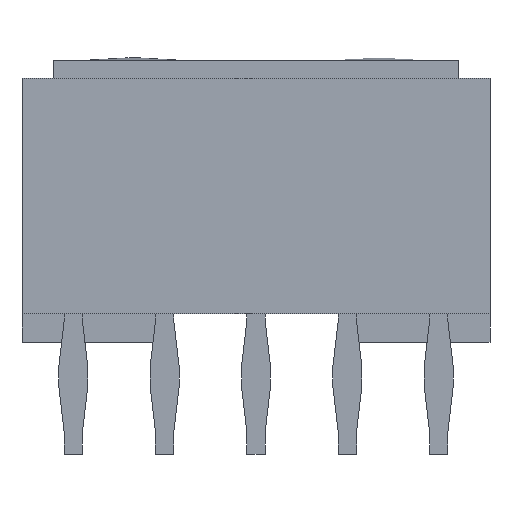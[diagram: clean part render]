
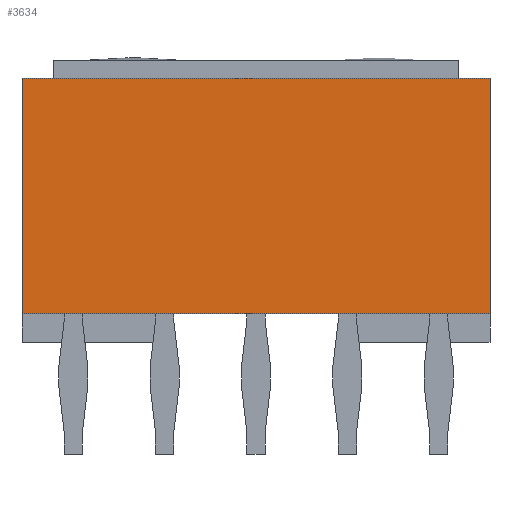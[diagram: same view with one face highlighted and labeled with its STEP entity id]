
A CAD part, front view. The second image highlights one B-rep face of the part: STEP entity #3634.
In plain terms, the highlighted planar face has unit normal (0, -1, 0).
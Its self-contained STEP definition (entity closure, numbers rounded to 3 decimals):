
#63=LINE('',#5114,#564);
#89=LINE('',#5164,#590);
#90=LINE('',#5167,#591);
#91=LINE('',#5168,#592);
#564=VECTOR('',#4155,16.29);
#590=VECTOR('',#4201,8.2);
#591=VECTOR('',#4204,16.29);
#592=VECTOR('',#4205,8.2);
#1105=FACE_OUTER_BOUND('',#1322,.T.);
#1322=EDGE_LOOP('',(#2495,#2496,#2497,#2498));
#1552=VERTEX_POINT('',#5111);
#1553=VERTEX_POINT('',#5113);
#1567=VERTEX_POINT('',#5162);
#1568=VERTEX_POINT('',#5166);
#1904=EDGE_CURVE('',#1553,#1552,#63,.T.);
#1930=EDGE_CURVE('',#1552,#1567,#89,.T.);
#1931=EDGE_CURVE('',#1568,#1567,#90,.T.);
#1932=EDGE_CURVE('',#1553,#1568,#91,.T.);
#2495=ORIENTED_EDGE('',*,*,#1904,.T.);
#2496=ORIENTED_EDGE('',*,*,#1930,.T.);
#2497=ORIENTED_EDGE('',*,*,#1931,.F.);
#2498=ORIENTED_EDGE('',*,*,#1932,.F.);
#3421=PLANE('',#3876);
#3634=ADVANCED_FACE('',(#1105),#3421,.T.);
#3876=AXIS2_PLACEMENT_3D('',#5165,#4202,#4203);
#4155=DIRECTION('',(-1.,0.,0.));
#4201=DIRECTION('',(0.,0.,-1.));
#4202=DIRECTION('center_axis',(0.,-1.,0.));
#4203=DIRECTION('ref_axis',(-1.,0.,0.));
#4204=DIRECTION('',(-1.,0.,0.));
#4205=DIRECTION('',(0.,0.,-1.));
#5111=CARTESIAN_POINT('',(-8.145,-4.6,9.2));
#5113=CARTESIAN_POINT('',(8.145,-4.6,9.2));
#5114=CARTESIAN_POINT('',(8.145,-4.6,9.2));
#5162=CARTESIAN_POINT('',(-8.145,-4.6,1.));
#5164=CARTESIAN_POINT('',(-8.145,-4.6,9.2));
#5165=CARTESIAN_POINT('Origin',(8.145,-4.6,9.2));
#5166=CARTESIAN_POINT('',(8.145,-4.6,1.));
#5167=CARTESIAN_POINT('',(8.145,-4.6,1.));
#5168=CARTESIAN_POINT('',(8.145,-4.6,9.2));
